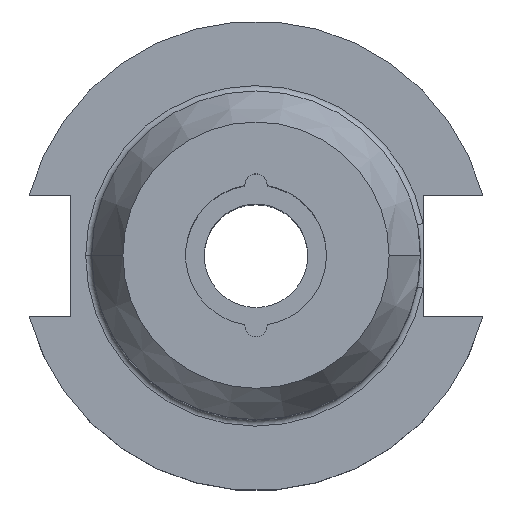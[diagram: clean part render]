
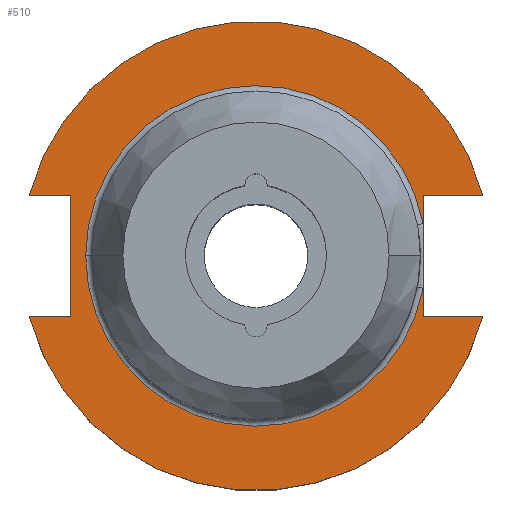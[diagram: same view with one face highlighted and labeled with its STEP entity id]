
A CAD part, top view. The second image highlights one B-rep face of the part: STEP entity #510.
In plain terms, the highlighted planar face has unit normal (0, 0, 1).
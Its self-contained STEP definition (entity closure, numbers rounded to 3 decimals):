
#36 = CARTESIAN_POINT ( 'NONE',  ( -25.091, -8.191, 19.05 ) ) ;
#68 = VECTOR ( 'NONE', #1153, 1000. ) ;
#85 = DIRECTION ( 'NONE',  ( 1., 0., 0. ) ) ;
#103 = DIRECTION ( 'NONE',  ( 0., 0., -1. ) ) ;
#104 = VERTEX_POINT ( 'NONE', #984 ) ;
#108 = VERTEX_POINT ( 'NONE', #1443 ) ;
#112 = CARTESIAN_POINT ( 'NONE',  ( -23.025, 0., 19.05 ) ) ;
#133 = PLANE ( 'NONE',  #1049 ) ;
#136 = ORIENTED_EDGE ( 'NONE', *, *, #141, .T. ) ;
#141 = EDGE_CURVE ( 'NONE', #1098, #839, #1135, .T. ) ;
#176 = EDGE_CURVE ( 'NONE', #935, #1098, #774, .T. ) ;
#179 = CARTESIAN_POINT ( 'NONE',  ( -30.675, 8.191, 19.05 ) ) ;
#222 = CARTESIAN_POINT ( 'NONE',  ( -25.091, 8.191, 19.05 ) ) ;
#252 = LINE ( 'NONE', #1334, #947 ) ;
#253 = FACE_OUTER_BOUND ( 'NONE', #1375, .T. ) ;
#275 = ORIENTED_EDGE ( 'NONE', *, *, #176, .T. ) ;
#278 = CARTESIAN_POINT ( 'NONE',  ( 0., 22.225, 19.05 ) ) ;
#337 = VERTEX_POINT ( 'NONE', #762 ) ;
#374 = VECTOR ( 'NONE', #1138, 1000. ) ;
#385 = DIRECTION ( 'NONE',  ( 1., 0., 0. ) ) ;
#424 = DIRECTION ( 'NONE',  ( 0., 0., 1. ) ) ;
#430 = CIRCLE ( 'NONE', #1563, 31.75 ) ;
#467 = DIRECTION ( 'NONE',  ( 0., 1., 0. ) ) ;
#481 = DIRECTION ( 'NONE',  ( 1., 0., 0. ) ) ;
#510 = ADVANCED_FACE ( 'NONE', ( #253 ), #133, .F. ) ;
#538 = CARTESIAN_POINT ( 'NONE',  ( 22.606, 22.225, 19.05 ) ) ;
#546 = EDGE_CURVE ( 'NONE', #793, #1121, #1174, .T. ) ;
#567 = CARTESIAN_POINT ( 'NONE',  ( 22.606, -4.373, 19.05 ) ) ;
#592 = VERTEX_POINT ( 'NONE', #906 ) ;
#602 = LINE ( 'NONE', #1497, #1640 ) ;
#664 = CARTESIAN_POINT ( 'NONE',  ( 0., 0., 19.05 ) ) ;
#690 = DIRECTION ( 'NONE',  ( 0., 0., 1. ) ) ;
#714 = DIRECTION ( 'NONE',  ( -1., 0., 0. ) ) ;
#716 = CARTESIAN_POINT ( 'NONE',  ( 0., 0., 19.05 ) ) ;
#719 = DIRECTION ( 'NONE',  ( 0., 0., -1. ) ) ;
#722 = CARTESIAN_POINT ( 'NONE',  ( 0., 0., 19.05 ) ) ;
#740 = ORIENTED_EDGE ( 'NONE', *, *, #1835, .F. ) ;
#761 = EDGE_CURVE ( 'NONE', #337, #935, #1389, .T. ) ;
#762 = CARTESIAN_POINT ( 'NONE',  ( 22.606, -8.191, 19.05 ) ) ;
#774 = CIRCLE ( 'NONE', #1725, 23.025 ) ;
#793 = VERTEX_POINT ( 'NONE', #222 ) ;
#807 = DIRECTION ( 'NONE',  ( -1., 0., 0. ) ) ;
#812 = ORIENTED_EDGE ( 'NONE', *, *, #1127, .T. ) ;
#832 = EDGE_CURVE ( 'NONE', #1502, #793, #252, .T. ) ;
#839 = VERTEX_POINT ( 'NONE', #1499 ) ;
#857 = ORIENTED_EDGE ( 'NONE', *, *, #1654, .T. ) ;
#876 = DIRECTION ( 'NONE',  ( -1., 0., 0. ) ) ;
#906 = CARTESIAN_POINT ( 'NONE',  ( 22.606, 8.191, 19.05 ) ) ;
#908 = LINE ( 'NONE', #1404, #68 ) ;
#930 = DIRECTION ( 'NONE',  ( 0., 0., -1. ) ) ;
#935 = VERTEX_POINT ( 'NONE', #567 ) ;
#947 = VECTOR ( 'NONE', #481, 1000. ) ;
#984 = CARTESIAN_POINT ( 'NONE',  ( 30.675, 8.191, 19.05 ) ) ;
#1014 = LINE ( 'NONE', #1168, #1720 ) ;
#1035 = VECTOR ( 'NONE', #467, 1000. ) ;
#1049 = AXIS2_PLACEMENT_3D ( 'NONE', #278, #103, #1543 ) ;
#1060 = ORIENTED_EDGE ( 'NONE', *, *, #546, .T. ) ;
#1098 = VERTEX_POINT ( 'NONE', #112 ) ;
#1121 = VERTEX_POINT ( 'NONE', #36 ) ;
#1127 = EDGE_CURVE ( 'NONE', #104, #1502, #1808, .T. ) ;
#1135 = CIRCLE ( 'NONE', #1528, 23.025 ) ;
#1138 = DIRECTION ( 'NONE',  ( 0., -1., 0. ) ) ;
#1141 = CARTESIAN_POINT ( 'NONE',  ( -25.091, 8.191, 19.05 ) ) ;
#1153 = DIRECTION ( 'NONE',  ( 0., 1., 0. ) ) ;
#1168 = CARTESIAN_POINT ( 'NONE',  ( 0., -8.191, 19.05 ) ) ;
#1174 = LINE ( 'NONE', #1141, #374 ) ;
#1207 = AXIS2_PLACEMENT_3D ( 'NONE', #1807, #690, #85 ) ;
#1245 = CARTESIAN_POINT ( 'NONE',  ( 0., 8.191, 19.05 ) ) ;
#1334 = CARTESIAN_POINT ( 'NONE',  ( -61.091, 8.191, 19.05 ) ) ;
#1348 = ORIENTED_EDGE ( 'NONE', *, *, #1677, .T. ) ;
#1375 = EDGE_LOOP ( 'NONE', ( #1601, #275, #136, #857, #740, #812, #1454, #1060, #1817, #1348, #1702 ) ) ;
#1389 = LINE ( 'NONE', #538, #1035 ) ;
#1404 = CARTESIAN_POINT ( 'NONE',  ( 22.606, 22.225, 19.05 ) ) ;
#1411 = VECTOR ( 'NONE', #876, 1000. ) ;
#1443 = CARTESIAN_POINT ( 'NONE',  ( -30.675, -8.191, 19.05 ) ) ;
#1454 = ORIENTED_EDGE ( 'NONE', *, *, #832, .T. ) ;
#1467 = VERTEX_POINT ( 'NONE', #1481 ) ;
#1481 = CARTESIAN_POINT ( 'NONE',  ( 30.675, -8.191, 19.05 ) ) ;
#1497 = CARTESIAN_POINT ( 'NONE',  ( -61.091, -8.191, 19.05 ) ) ;
#1499 = CARTESIAN_POINT ( 'NONE',  ( 22.606, 4.373, 19.05 ) ) ;
#1502 = VERTEX_POINT ( 'NONE', #179 ) ;
#1528 = AXIS2_PLACEMENT_3D ( 'NONE', #664, #930, #807 ) ;
#1543 = DIRECTION ( 'NONE',  ( -1., 0., 0. ) ) ;
#1563 = AXIS2_PLACEMENT_3D ( 'NONE', #716, #424, #385 ) ;
#1601 = ORIENTED_EDGE ( 'NONE', *, *, #761, .T. ) ;
#1609 = EDGE_CURVE ( 'NONE', #108, #1121, #602, .T. ) ;
#1640 = VECTOR ( 'NONE', #1781, 1000. ) ;
#1645 = DIRECTION ( 'NONE',  ( 1., 0., 0. ) ) ;
#1654 = EDGE_CURVE ( 'NONE', #839, #592, #908, .T. ) ;
#1677 = EDGE_CURVE ( 'NONE', #108, #1467, #430, .T. ) ;
#1702 = ORIENTED_EDGE ( 'NONE', *, *, #1899, .F. ) ;
#1720 = VECTOR ( 'NONE', #1645, 1000. ) ;
#1725 = AXIS2_PLACEMENT_3D ( 'NONE', #722, #719, #714 ) ;
#1781 = DIRECTION ( 'NONE',  ( 1., 0., 0. ) ) ;
#1805 = LINE ( 'NONE', #1245, #1411 ) ;
#1807 = CARTESIAN_POINT ( 'NONE',  ( 0., 0., 19.05 ) ) ;
#1808 = CIRCLE ( 'NONE', #1207, 31.75 ) ;
#1817 = ORIENTED_EDGE ( 'NONE', *, *, #1609, .F. ) ;
#1835 = EDGE_CURVE ( 'NONE', #104, #592, #1805, .T. ) ;
#1899 = EDGE_CURVE ( 'NONE', #337, #1467, #1014, .T. ) ;
